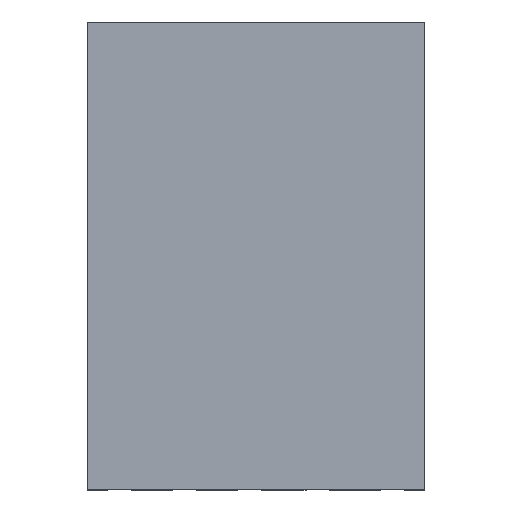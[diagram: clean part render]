
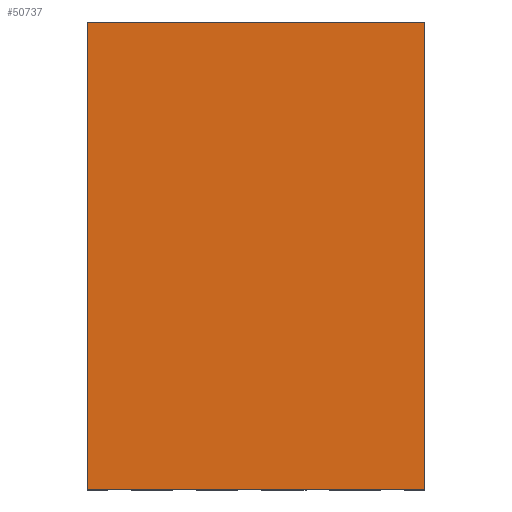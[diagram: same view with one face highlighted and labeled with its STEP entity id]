
A CAD part, top view. The second image highlights one B-rep face of the part: STEP entity #50737.
In plain terms, the highlighted face is planar.
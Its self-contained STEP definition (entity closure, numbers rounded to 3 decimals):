
#36583=DIRECTION('',(1.,0.,0.));
#36584=VECTOR('',#36583,2.6);
#36585=CARTESIAN_POINT('',(-1.3,1.05,1.8));
#36586=LINE('',#36585,#36584);
#36590=DIRECTION('',(0.,0.,1.));
#36591=VECTOR('',#36590,3.6);
#36592=CARTESIAN_POINT('',(-1.3,1.05,-1.8));
#36593=LINE('',#36592,#36591);
#36597=DIRECTION('',(-1.,0.,0.));
#36598=VECTOR('',#36597,2.6);
#36599=CARTESIAN_POINT('',(1.3,1.05,-1.8));
#36600=LINE('',#36599,#36598);
#36604=DIRECTION('',(0.,0.,-1.));
#36605=VECTOR('',#36604,3.6);
#36606=CARTESIAN_POINT('',(1.3,1.05,1.8));
#36607=LINE('',#36606,#36605);
#41394=CARTESIAN_POINT('',(-1.3,1.05,1.8));
#41395=CARTESIAN_POINT('',(1.3,1.05,1.8));
#41396=VERTEX_POINT('',#41394);
#41397=VERTEX_POINT('',#41395);
#41398=CARTESIAN_POINT('',(1.3,1.05,-1.8));
#41399=VERTEX_POINT('',#41398);
#41400=CARTESIAN_POINT('',(-1.3,1.05,-1.8));
#41401=VERTEX_POINT('',#41400);
#50726=CARTESIAN_POINT('',(0.,1.05,0.));
#50727=DIRECTION('',(0.,1.,0.));
#50728=DIRECTION('',(1.,0.,0.));
#50729=AXIS2_PLACEMENT_3D('',#50726,#50727,#50728);
#50730=PLANE('',#50729);
#50731=ORIENTED_EDGE('',*,*,#47401,.F.);
#50732=ORIENTED_EDGE('',*,*,#44610,.F.);
#50733=ORIENTED_EDGE('',*,*,#50142,.F.);
#50734=ORIENTED_EDGE('',*,*,#49050,.F.);
#50735=EDGE_LOOP('',(#50731,#50732,#50733,#50734));
#50736=FACE_OUTER_BOUND('',#50735,.F.);
#50737=ADVANCED_FACE('',(#50736),#50730,.T.);
#44610=EDGE_CURVE('',#41401,#41396,#36593,.T.);
#47401=EDGE_CURVE('',#41396,#41397,#36586,.T.);
#49050=EDGE_CURVE('',#41397,#41399,#36607,.T.);
#50142=EDGE_CURVE('',#41399,#41401,#36600,.T.);
